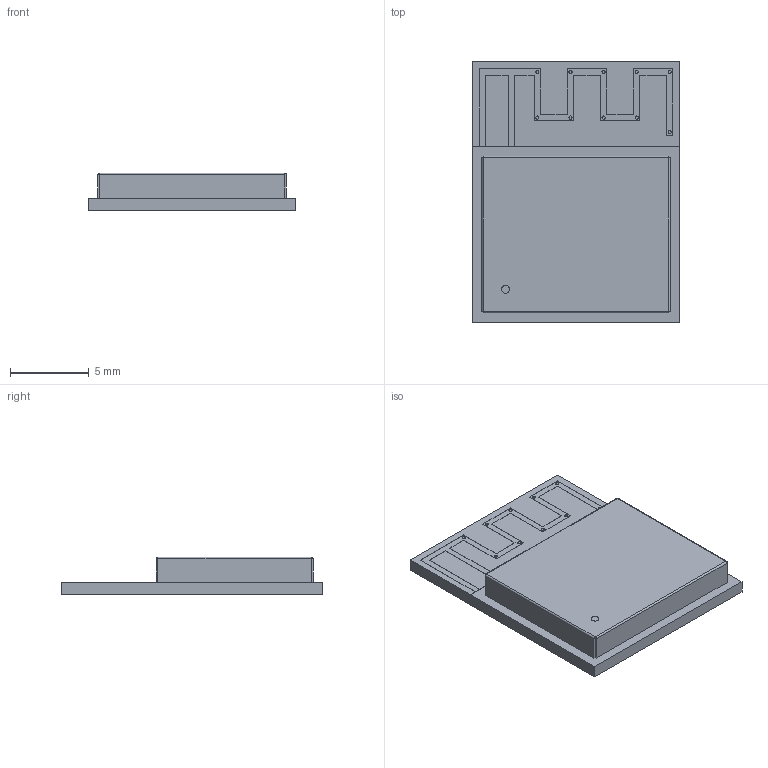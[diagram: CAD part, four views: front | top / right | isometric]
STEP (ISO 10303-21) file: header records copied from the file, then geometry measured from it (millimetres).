
FILE_DESCRIPTION (( 'STEP AP214' ), '1' );
FILE_NAME ('ESP32-C3-MINI-1-H4.STEP', '2022-04-07T05:40:46', ( '' ), ( '' ), 'SwSTEP 2.0', 'SolidWorks 2018', '' );
FILE_SCHEMA (( 'AUTOMOTIVE_DESIGN' ));
Length unit declared in the file: millimetre
Products named in the file (1): ESP32-C3-MINI-1-H4
Bounding box: 13.2 x 16.6 x 2.4 mm (x, y, z)
Volume: 365.4 mm3; surface area: 714.5 mm2
Topology: 67 solids, 67 shells, 925 faces, 2110 edges, 1404 vertices
Faces by surface type: plane 837, cylinder 88
Entity records: 32035 total; most frequent: CARTESIAN_POINT 4440, ORIENTED_EDGE 4220, DIRECTION 4138, EDGE_CURVE 2110, VECTOR 1934, LINE 1934, VERTEX_POINT 1404, AXIS2_PLACEMENT_3D 1102
